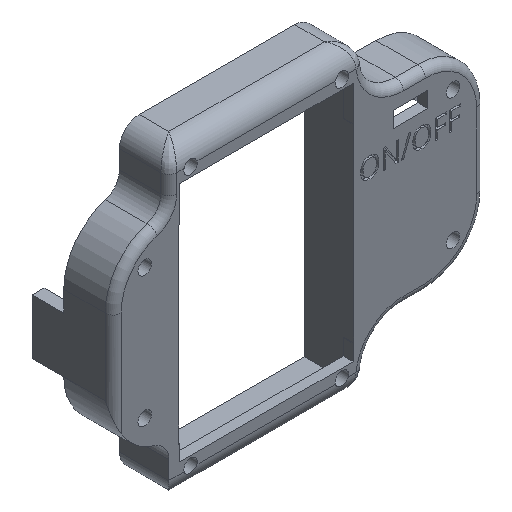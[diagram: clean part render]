
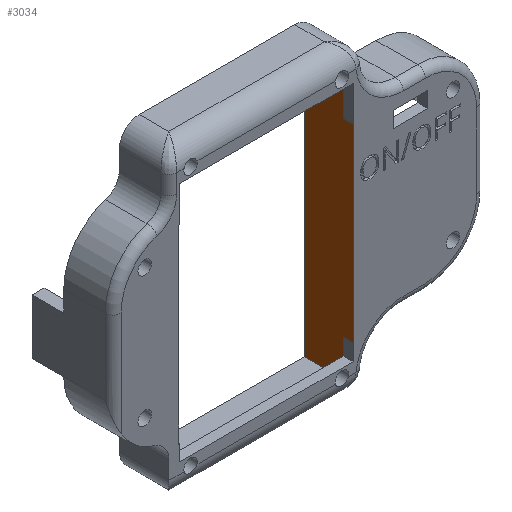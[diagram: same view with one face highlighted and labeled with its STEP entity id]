
A CAD part, isometric view. The second image highlights one B-rep face of the part: STEP entity #3034.
In plain terms, the highlighted planar face has unit normal (-1, 0, 0).
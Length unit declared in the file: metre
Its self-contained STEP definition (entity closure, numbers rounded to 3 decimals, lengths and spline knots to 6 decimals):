
#549=ORIENTED_EDGE('',*,*,#1332,.T.);
#550=ORIENTED_EDGE('',*,*,#1388,.F.);
#551=ORIENTED_EDGE('',*,*,#1389,.T.);
#552=ORIENTED_EDGE('',*,*,#1304,.T.);
#553=ORIENTED_EDGE('',*,*,#1390,.F.);
#554=ORIENTED_EDGE('',*,*,#1320,.F.);
#555=ORIENTED_EDGE('',*,*,#1391,.F.);
#556=ORIENTED_EDGE('',*,*,#1221,.F.);
#1221=EDGE_CURVE('',#1673,#1663,#1952,.T.);
#1304=EDGE_CURVE('',#1752,#1751,#2002,.T.);
#1320=EDGE_CURVE('',#1764,#1765,#2012,.T.);
#1332=EDGE_CURVE('',#1673,#1772,#2024,.T.);
#1388=EDGE_CURVE('',#1800,#1772,#2070,.T.);
#1389=EDGE_CURVE('',#1800,#1752,#2071,.T.);
#1390=EDGE_CURVE('',#1765,#1751,#2072,.T.);
#1391=EDGE_CURVE('',#1663,#1764,#2073,.T.);
#1663=VERTEX_POINT('',#4263);
#1673=VERTEX_POINT('',#4283);
#1751=VERTEX_POINT('',#4466);
#1752=VERTEX_POINT('',#4468);
#1764=VERTEX_POINT('',#4498);
#1765=VERTEX_POINT('',#4500);
#1772=VERTEX_POINT('',#4521);
#1800=VERTEX_POINT('',#4636);
#1952=LINE('',#4284,#2249);
#2002=LINE('',#4467,#2299);
#2012=LINE('',#4499,#2309);
#2024=LINE('',#4522,#2321);
#2070=LINE('',#4635,#2367);
#2071=LINE('',#4637,#2368);
#2072=LINE('',#4638,#2369);
#2073=LINE('',#4639,#2370);
#2249=VECTOR('',#3473,1.);
#2299=VECTOR('',#3585,1.);
#2309=VECTOR('',#3613,1.);
#2321=VECTOR('',#3631,1.);
#2367=VECTOR('',#3747,1.);
#2368=VECTOR('',#3748,1.);
#2369=VECTOR('',#3749,1.);
#2370=VECTOR('',#3750,1.);
#2555=EDGE_LOOP('',(#549,#550,#551,#552,#553,#554,#555,#556));
#2760=FACE_BOUND('',#2555,.T.);
#2933=PLANE('',#3269);
#3034=ADVANCED_FACE('',(#2760),#2933,.F.);
#3269=AXIS2_PLACEMENT_3D('',#4634,#3745,#3746);
#3473=DIRECTION('',(0.,0.,-1.));
#3585=DIRECTION('',(0.,0.,-1.));
#3613=DIRECTION('',(0.,0.,-1.));
#3631=DIRECTION('',(0.,1.,0.));
#3745=DIRECTION('',(1.,0.,0.));
#3746=DIRECTION('',(0.,0.,-1.));
#3747=DIRECTION('',(0.,0.,-1.));
#3748=DIRECTION('',(0.,1.,0.));
#3749=DIRECTION('',(0.,1.,0.));
#3750=DIRECTION('',(0.,1.,0.));
#4263=CARTESIAN_POINT('',(0.01515,-0.0405,-0.02275));
#4283=CARTESIAN_POINT('',(0.01515,-0.0405,0.02525));
#4284=CARTESIAN_POINT('',(0.01515,-0.0405,0.00375));
#4466=CARTESIAN_POINT('',(0.01515,-0.028,-0.032));
#4467=CARTESIAN_POINT('',(0.01515,-0.028,0.00375));
#4468=CARTESIAN_POINT('',(0.01515,-0.028,0.0395));
#4498=CARTESIAN_POINT('',(0.01515,-0.038,-0.02275));
#4499=CARTESIAN_POINT('',(0.01515,-0.038,0.00375));
#4500=CARTESIAN_POINT('',(0.01515,-0.038,-0.032));
#4521=CARTESIAN_POINT('',(0.01515,-0.038,0.02525));
#4522=CARTESIAN_POINT('',(0.01515,-0.0405,0.02525));
#4634=CARTESIAN_POINT('',(0.01515,-0.0405,0.00375));
#4635=CARTESIAN_POINT('',(0.01515,-0.038,0.00375));
#4636=CARTESIAN_POINT('',(0.01515,-0.038,0.0395));
#4637=CARTESIAN_POINT('',(0.01515,-0.038,0.0395));
#4638=CARTESIAN_POINT('',(0.01515,-0.038,-0.032));
#4639=CARTESIAN_POINT('',(0.01515,-0.0405,-0.02275));
